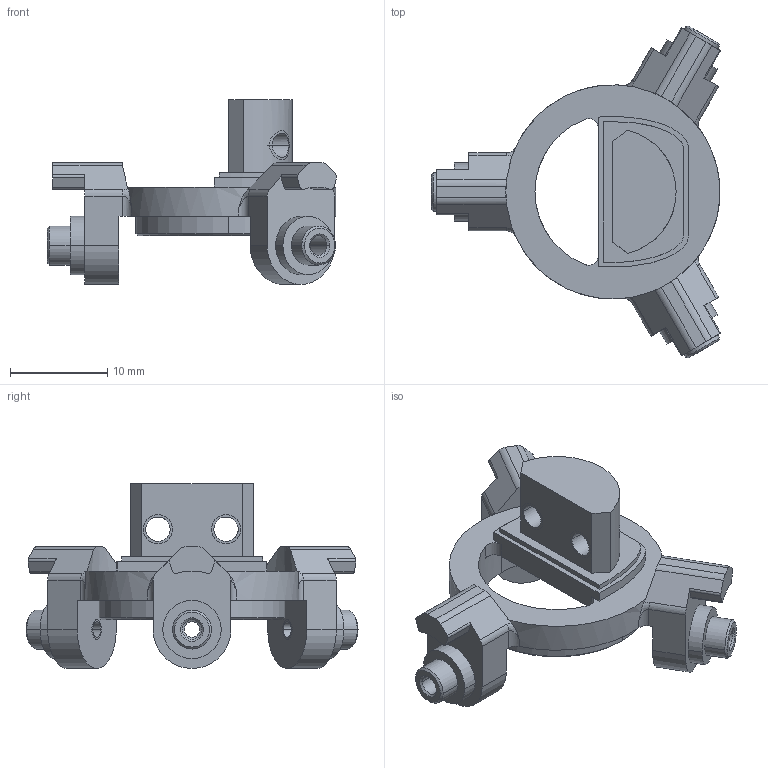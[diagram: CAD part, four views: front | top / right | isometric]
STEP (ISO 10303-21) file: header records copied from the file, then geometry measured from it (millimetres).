
FILE_DESCRIPTION((''),'2;1');
FILE_NAME('IC_021_P_181','2025-03-20T09:25:44',('lprotopapa'),(''),'CREO PARAMETRIC BY PTC INC, 2024094','CREO PARAMETRIC BY PTC INC, 2024094','');
FILE_SCHEMA(('CONFIG_CONTROL_DESIGN'));
Length unit declared in the file: millimetre
Products named in the file (1): IC_021_P_181
Bounding box: 29.73 x 34.1 x 19 mm (x, y, z)
Volume: 2648.6 mm3; surface area: 2888.1 mm2
Topology: 1 solids, 6 shells, 172 faces, 442 edges, 282 vertices
Faces by surface type: cylinder 90, plane 52, cone 20, bspline 6, extrusion 4
Entity records: 5838 total; most frequent: CARTESIAN_POINT 1563, DIRECTION 900, ORIENTED_EDGE 864, EDGE_CURVE 442, AXIS2_PLACEMENT_3D 341, VERTEX_POINT 282, VECTOR 218, LINE 214
